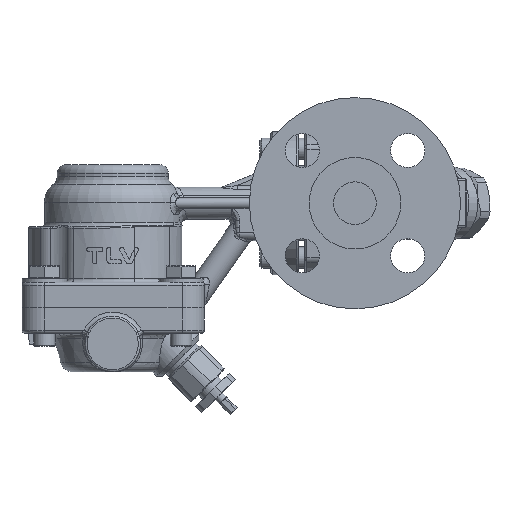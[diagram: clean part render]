
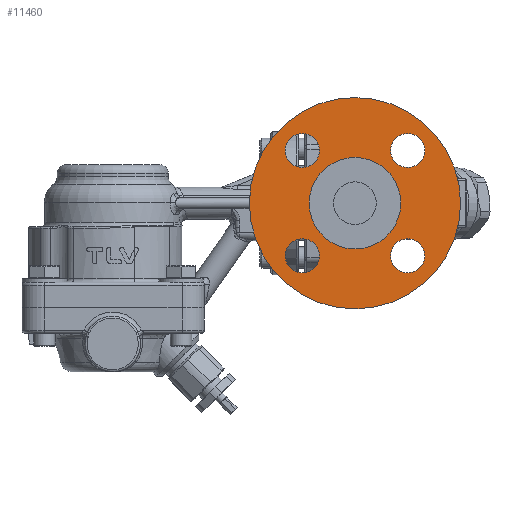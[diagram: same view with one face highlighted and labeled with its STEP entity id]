
A CAD part, front view. The second image highlights one B-rep face of the part: STEP entity #11460.
In plain terms, the highlighted planar face has unit normal (0, -1, 0).
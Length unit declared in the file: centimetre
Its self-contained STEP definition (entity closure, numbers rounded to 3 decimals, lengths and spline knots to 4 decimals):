
#473=FACE_BOUND('',#3232,.T.);
#474=FACE_BOUND('',#3233,.T.);
#475=FACE_BOUND('',#3234,.T.);
#476=FACE_BOUND('',#3235,.T.);
#477=FACE_BOUND('',#3236,.T.);
#1654=CIRCLE('',#12764,4.95);
#1655=CIRCLE('',#12765,0.8);
#1656=CIRCLE('',#12766,0.8);
#1657=CIRCLE('',#12767,0.8);
#1658=CIRCLE('',#12768,0.8);
#1659=CIRCLE('',#12769,2.145);
#2390=FACE_OUTER_BOUND('',#3231,.T.);
#3231=EDGE_LOOP('',(#10066));
#3232=EDGE_LOOP('',(#10067));
#3233=EDGE_LOOP('',(#10068));
#3234=EDGE_LOOP('',(#10069));
#3235=EDGE_LOOP('',(#10070));
#3236=EDGE_LOOP('',(#10071));
#5373=VERTEX_POINT('',#24708);
#5374=VERTEX_POINT('',#24710);
#5375=VERTEX_POINT('',#24712);
#5376=VERTEX_POINT('',#24714);
#5377=VERTEX_POINT('',#24716);
#5378=VERTEX_POINT('',#24718);
#6963=EDGE_CURVE('',#5373,#5373,#1654,.T.);
#6964=EDGE_CURVE('',#5374,#5374,#1655,.T.);
#6965=EDGE_CURVE('',#5375,#5375,#1656,.T.);
#6966=EDGE_CURVE('',#5376,#5376,#1657,.T.);
#6967=EDGE_CURVE('',#5377,#5377,#1658,.T.);
#6968=EDGE_CURVE('',#5378,#5378,#1659,.T.);
#10066=ORIENTED_EDGE('',*,*,#6963,.F.);
#10067=ORIENTED_EDGE('',*,*,#6964,.T.);
#10068=ORIENTED_EDGE('',*,*,#6965,.T.);
#10069=ORIENTED_EDGE('',*,*,#6966,.T.);
#10070=ORIENTED_EDGE('',*,*,#6967,.T.);
#10071=ORIENTED_EDGE('',*,*,#6968,.F.);
#10430=PLANE('',#12763);
#11460=ADVANCED_FACE('',(#2390,#473,#474,#475,#476,#477),#10430,.T.);
#12763=AXIS2_PLACEMENT_3D('',#24707,#15840,#15841);
#12764=AXIS2_PLACEMENT_3D('',#24709,#15842,#15843);
#12765=AXIS2_PLACEMENT_3D('',#24711,#15844,#15845);
#12766=AXIS2_PLACEMENT_3D('',#24713,#15846,#15847);
#12767=AXIS2_PLACEMENT_3D('',#24715,#15848,#15849);
#12768=AXIS2_PLACEMENT_3D('',#24717,#15850,#15851);
#12769=AXIS2_PLACEMENT_3D('',#24719,#15852,#15853);
#15840=DIRECTION('center_axis',(0.,-1.,0.));
#15841=DIRECTION('ref_axis',(1.,0.,0.));
#15842=DIRECTION('center_axis',(0.,1.,0.));
#15843=DIRECTION('ref_axis',(-1.,0.,0.));
#15844=DIRECTION('center_axis',(0.,1.,0.));
#15845=DIRECTION('ref_axis',(0.,0.,
1.));
#15846=DIRECTION('center_axis',(0.,1.,0.));
#15847=DIRECTION('ref_axis',(1.,0.,0.));
#15848=DIRECTION('center_axis',(0.,1.,0.));
#15849=DIRECTION('ref_axis',(0.,0.,
-1.));
#15850=DIRECTION('center_axis',(0.,1.,0.));
#15851=DIRECTION('ref_axis',(-1.,0.,0.));
#15852=DIRECTION('center_axis',(0.,-1.,0.));
#15853=DIRECTION('ref_axis',(-1.,0.,0.));
#24707=CARTESIAN_POINT('Origin',(8.5259,0.2171,-2.2379));
#24708=CARTESIAN_POINT('',(13.4759,0.2171,-2.2379));
#24709=CARTESIAN_POINT('Origin',(8.5259,0.2171,-2.2379));
#24710=CARTESIAN_POINT('',(10.9937,0.2171,-0.5701));
#24711=CARTESIAN_POINT('Origin',(10.9937,0.2171,0.2299));
#24712=CARTESIAN_POINT('',(10.1937,0.2171,-4.7057));
#24713=CARTESIAN_POINT('Origin',(10.9937,0.2171,-4.7057));
#24714=CARTESIAN_POINT('',(6.0581,0.2171,-3.9057));
#24715=CARTESIAN_POINT('Origin',(6.0581,0.2171,-4.7057));
#24716=CARTESIAN_POINT('',(6.8581,0.2171,0.2299));
#24717=CARTESIAN_POINT('Origin',(6.0581,0.2171,0.2299));
#24718=CARTESIAN_POINT('',(10.6709,0.2171,-2.2379));
#24719=CARTESIAN_POINT('Origin',(8.5259,0.2171,-2.2379));
